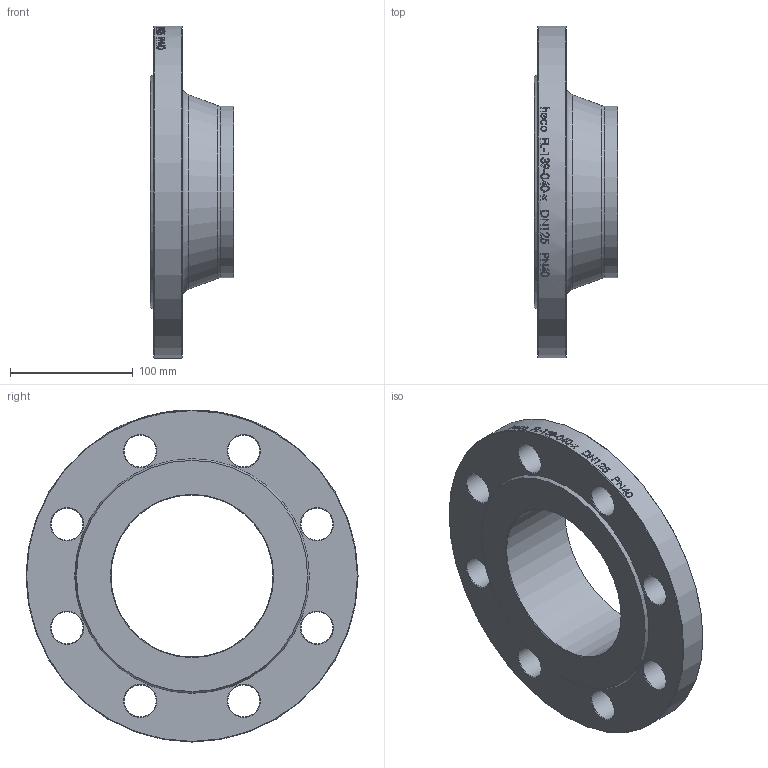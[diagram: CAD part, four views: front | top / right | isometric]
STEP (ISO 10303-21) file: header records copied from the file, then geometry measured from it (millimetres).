
FILE_DESCRIPTION (( 'STEP AP214' ), '1' );
FILE_NAME ('FL-139-040-x Vorschweissflansch PN40 DN125 iso DIN2635 2009.STEP', '2020-09-25T10:50:35', ( '' ), ( '' ), 'SwSTEP 2.0', 'SolidWorks 2019', '' );
FILE_SCHEMA (( 'AUTOMOTIVE_DESIGN' ));
Length unit declared in the file: millimetre
Products named in the file (1): FL-139-040-x Vorschweissflansch PN40 DN125 iso DIN2635 2009
Bounding box: 68 x 270 x 270 mm (x, y, z)
Volume: 1100056.7 mm3; surface area: 156003.9 mm2
Topology: 1 solids, 1 shells, 73 faces, 345 edges, 311 vertices
Faces by surface type: cylinder 46, cone 21, plane 4, torus 2
Full cylindrical faces by diameter (mm): 26 x8, 131.7 x1, 139.7 x1, 270 x1
Entity records: 8255 total; most frequent: CARTESIAN_POINT 5314, ORIENTED_EDGE 602, DIRECTION 419, VERTEX_POINT 301, EDGE_CURVE 301, AXIS2_PLACEMENT_3D 185, EDGE_LOOP 162, B_SPLINE_CURVE_WITH_KNOTS 141
